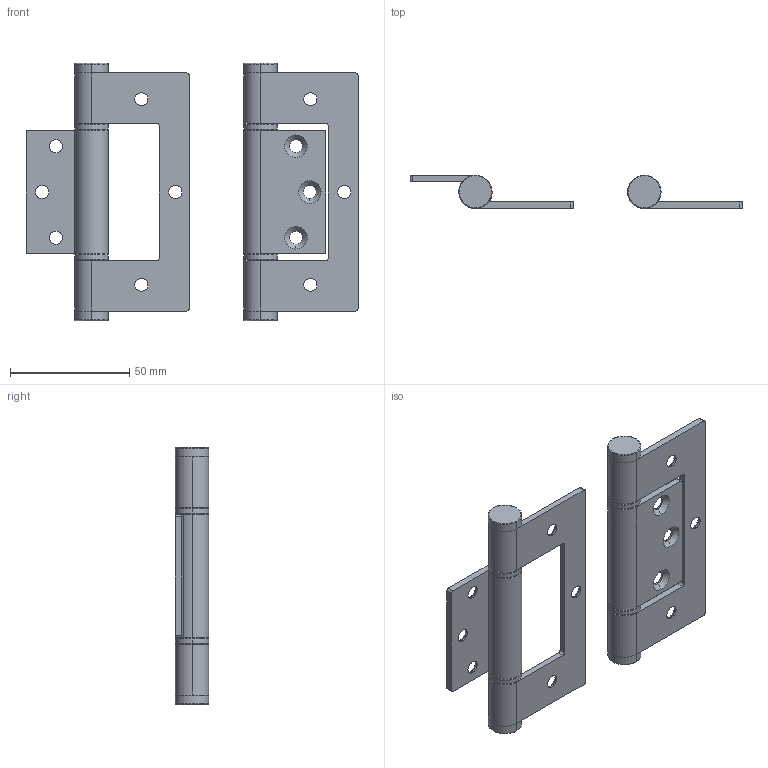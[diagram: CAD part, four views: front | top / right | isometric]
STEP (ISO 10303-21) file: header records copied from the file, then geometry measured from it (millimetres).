
FILE_DESCRIPTION (( 'STEP AP214' ), '1' );
FILE_NAME ('Assem3.STEP', '2025-01-08T00:47:57', ( '' ), ( '' ), 'SwSTEP 2.0', 'SolidWorks 2024', '' );
FILE_SCHEMA (( 'AUTOMOTIVE_DESIGN' ));
Length unit declared in the file: millimetre
Products named in the file (7): Part3; Part2; Pin; Part1; Assem3; Assem1_open; Assem1A
Assembly tree (12 placements, depth 3):
  Assem3
    Assem1_open
      Part1
      Part2
      Part3  x2
      Pin
    Assem1A
      Part1
      Part2
      Part3  x2
      Pin
Bounding box: 139.47 x 14.02 x 108 mm (x, y, z)
Volume: 47550.3 mm3; surface area: 38456.3 mm2
Topology: 10 solids, 10 shells, 196 faces, 488 edges, 316 vertices
Faces by surface type: cylinder 100, plane 48, cone 24, torus 24
Entity records: 3000 total; most frequent: DIRECTION 564, CARTESIAN_POINT 475, ORIENTED_EDGE 448, AXIS2_PLACEMENT_3D 235, EDGE_CURVE 224, VERTEX_POINT 146, CIRCLE 130, EDGE_LOOP 104
